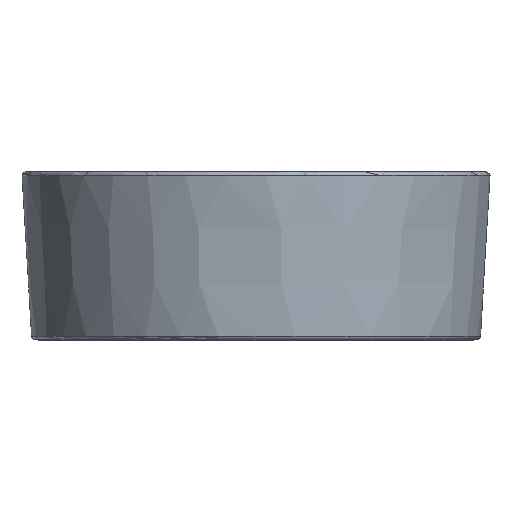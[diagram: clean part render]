
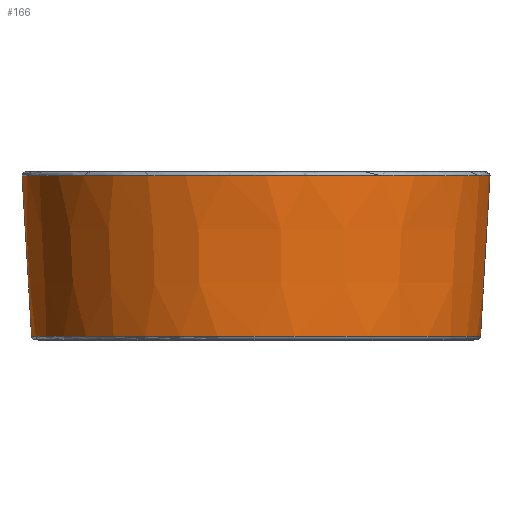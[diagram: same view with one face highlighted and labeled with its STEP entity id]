
A CAD part, left-side view. The second image highlights one B-rep face of the part: STEP entity #166.
In plain terms, the highlighted free-form (B-spline) face has degree [3, 3] with [4, 7] control points.
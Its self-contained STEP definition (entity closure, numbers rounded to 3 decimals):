
#62=(
BOUNDED_SURFACE()
B_SPLINE_SURFACE(3,3,((#22946,#22947,#22948,#22949,#22950,#22951,#22952),
(#22953,#22954,#22955,#22956,#22957,#22958,#22959),(#22960,#22961,#22962,
#22963,#22964,#22965,#22966),(#22967,#22968,#22969,#22970,#22971,#22972,
#22973)),.UNSPECIFIED.,.F.,.T.,.F.)
B_SPLINE_SURFACE_WITH_KNOTS((4,4),(1,3,3,3,1),(0.,1.),(-0.5,0.,0.5,1.,1.5),
 .UNSPECIFIED.)
GEOMETRIC_REPRESENTATION_ITEM()
RATIONAL_B_SPLINE_SURFACE(((1.,0.333,0.333,1.,0.333,
0.333,1.),(1.,0.333,0.333,
1.,0.333,0.333,1.),
(1.,0.333,0.333,1.,
0.333,0.333,1.),(1.,0.333,
0.333,1.,0.333,0.333,1.)))
REPRESENTATION_ITEM('')
SURFACE()
);
#91=FACE_BOUND('',#362,.T.);
#92=FACE_BOUND('',#363,.T.);
#166=ADVANCED_FACE('',(#91,#92),#62,.T.);
#362=EDGE_LOOP('',(#628));
#363=EDGE_LOOP('',(#629));
#628=ORIENTED_EDGE('',*,*,#844,.T.);
#629=ORIENTED_EDGE('',*,*,#941,.T.);
#740=VERTEX_POINT('',#15499);
#795=VERTEX_POINT('',#22945);
#844=EDGE_CURVE('',#740,#740,#1127,.T.);
#941=EDGE_CURVE('',#795,#795,#1131,.T.);
#1127=CIRCLE('',#11910,200.246);
#1131=CIRCLE('',#11925,208.874);
#11910=AXIS2_PLACEMENT_3D('',#15498,#13542,#13543);
#11925=AXIS2_PLACEMENT_3D('',#22944,#13572,#13573);
#13542=DIRECTION('',(0.,0.,1.));
#13543=DIRECTION('',(1.,0.,0.));
#13572=DIRECTION('',(0.,0.,-1.));
#13573=DIRECTION('',(0.924,0.383,0.));
#15498=CARTESIAN_POINT('',(0.004,0.009,-137.038));
#15499=CARTESIAN_POINT('',(200.25,0.009,-137.038));
#22944=CARTESIAN_POINT('',(0.004,0.009,6.017));
#22945=CARTESIAN_POINT('',(192.978,79.942,6.017));
#22946=CARTESIAN_POINT('',(192.978,79.942,6.017));
#22947=CARTESIAN_POINT('',(33.113,465.89,6.017));
#22948=CARTESIAN_POINT('',(-352.835,306.025,6.017));
#22949=CARTESIAN_POINT('',(-192.97,-79.923,6.017));
#22950=CARTESIAN_POINT('',(-33.105,-465.872,6.017));
#22951=CARTESIAN_POINT('',(352.843,-306.007,6.017));
#22952=CARTESIAN_POINT('',(192.978,79.942,6.017));
#22953=CARTESIAN_POINT('',(191.44,79.305,-41.736));
#22954=CARTESIAN_POINT('',(32.849,462.176,-41.736));
#22955=CARTESIAN_POINT('',(-350.022,303.586,-41.736));
#22956=CARTESIAN_POINT('',(-191.432,-79.286,-41.736));
#22957=CARTESIAN_POINT('',(-32.841,-462.158,-41.736));
#22958=CARTESIAN_POINT('',(350.031,-303.567,-41.736));
#22959=CARTESIAN_POINT('',(191.44,79.305,-41.736));
#22960=CARTESIAN_POINT('',(188.783,78.204,-89.431));
#22961=CARTESIAN_POINT('',(32.393,455.76,-89.431));
#22962=CARTESIAN_POINT('',(-345.163,299.371,-89.431));
#22963=CARTESIAN_POINT('',(-188.774,-78.185,-89.431));
#22964=CARTESIAN_POINT('',(-32.385,-455.742,-89.431));
#22965=CARTESIAN_POINT('',(345.172,-299.353,-89.431));
#22966=CARTESIAN_POINT('',(188.783,78.204,-89.431));
#22967=CARTESIAN_POINT('',(185.007,76.64,-137.038));
#22968=CARTESIAN_POINT('',(31.746,446.647,-137.038));
#22969=CARTESIAN_POINT('',(-338.261,293.385,-137.038));
#22970=CARTESIAN_POINT('',(-184.999,-76.622,-137.038));
#22971=CARTESIAN_POINT('',(-31.737,-446.628,-137.038));
#22972=CARTESIAN_POINT('',(338.269,-293.366,-137.038));
#22973=CARTESIAN_POINT('',(185.007,76.64,-137.038));
